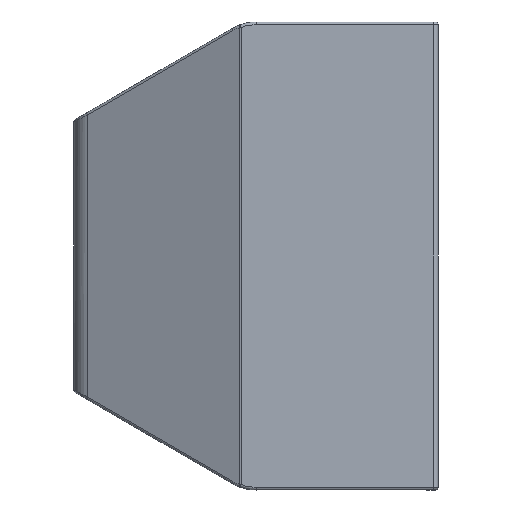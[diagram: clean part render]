
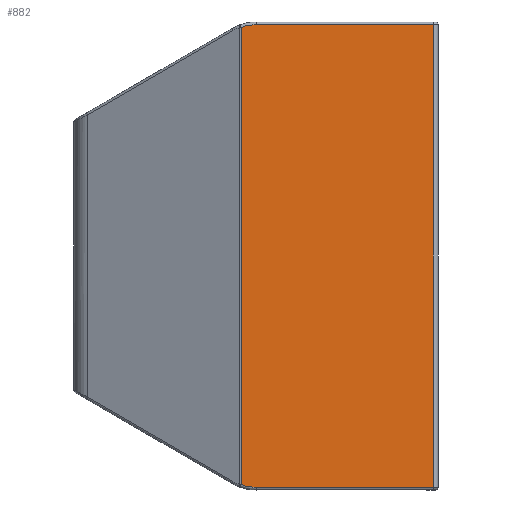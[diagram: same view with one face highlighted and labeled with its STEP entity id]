
A CAD part, front view. The second image highlights one B-rep face of the part: STEP entity #882.
In plain terms, the highlighted planar face has unit normal (0, -1, 0).
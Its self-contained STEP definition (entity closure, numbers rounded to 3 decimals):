
#125=FACE_OUTER_BOUND('',#187,.T.);
#187=EDGE_LOOP('',(#753,#754,#755,#756,#757,#758));
#220=CIRCLE('',#958,4.7);
#244=CIRCLE('',#1001,4.7);
#283=LINE('',#1732,#335);
#284=LINE('',#1741,#336);
#304=LINE('',#2670,#356);
#305=LINE('',#2671,#357);
#335=VECTOR('',#1123,48.835);
#336=VECTOR('',#1136,18.944);
#356=VECTOR('',#1242,18.944);
#357=VECTOR('',#1243,49.4);
#400=VERTEX_POINT('',#1728);
#401=VERTEX_POINT('',#1730);
#402=VERTEX_POINT('',#1736);
#403=VERTEX_POINT('',#1740);
#429=VERTEX_POINT('',#2664);
#430=VERTEX_POINT('',#2669);
#487=EDGE_CURVE('',#400,#401,#283,.T.);
#489=EDGE_CURVE('',#400,#402,#220,.T.);
#491=EDGE_CURVE('',#402,#403,#284,.T.);
#541=EDGE_CURVE('',#429,#401,#244,.T.);
#542=EDGE_CURVE('',#430,#429,#304,.T.);
#543=EDGE_CURVE('',#403,#430,#305,.T.);
#753=ORIENTED_EDGE('',*,*,#491,.F.);
#754=ORIENTED_EDGE('',*,*,#489,.F.);
#755=ORIENTED_EDGE('',*,*,#487,.T.);
#756=ORIENTED_EDGE('',*,*,#541,.F.);
#757=ORIENTED_EDGE('',*,*,#542,.F.);
#758=ORIENTED_EDGE('',*,*,#543,.F.);
#840=PLANE('',#1003);
#882=ADVANCED_FACE('',(#125),#840,.T.);
#958=AXIS2_PLACEMENT_3D('',#1737,#1130,#1131);
#1001=AXIS2_PLACEMENT_3D('',#2666,#1236,#1237);
#1003=AXIS2_PLACEMENT_3D('',#2668,#1240,#1241);
#1123=DIRECTION('',(0.,0.,-1.));
#1130=DIRECTION('center_axis',(0.,1.,0.));
#1131=DIRECTION('ref_axis',(-0.341,0.,0.94));
#1136=DIRECTION('',(1.,0.,0.));
#1236=DIRECTION('center_axis',(0.,1.,0.));
#1237=DIRECTION('ref_axis',(0.,0.,-1.));
#1240=DIRECTION('center_axis',(0.,-1.,0.));
#1241=DIRECTION('ref_axis',(-1.,0.,0.));
#1242=DIRECTION('',(-1.,0.,0.));
#1243=DIRECTION('',(0.,0.,-1.));
#1728=CARTESIAN_POINT('',(-10.242,0.,24.418));
#1730=CARTESIAN_POINT('',(-10.242,0.,-24.418));
#1732=CARTESIAN_POINT('',(-10.242,0.,24.418));
#1736=CARTESIAN_POINT('',(-8.637,0.,24.7));
#1737=CARTESIAN_POINT('Origin',(-8.637,0.,20.));
#1740=CARTESIAN_POINT('',(10.307,0.,24.7));
#1741=CARTESIAN_POINT('',(-8.637,0.,24.7));
#2664=CARTESIAN_POINT('',(-8.637,0.,-24.7));
#2666=CARTESIAN_POINT('Origin',(-8.637,0.,-20.));
#2668=CARTESIAN_POINT('Origin',(10.307,0.,25.));
#2669=CARTESIAN_POINT('',(10.307,0.,-24.7));
#2670=CARTESIAN_POINT('',(10.307,0.,-24.7));
#2671=CARTESIAN_POINT('',(10.307,0.,24.7));
